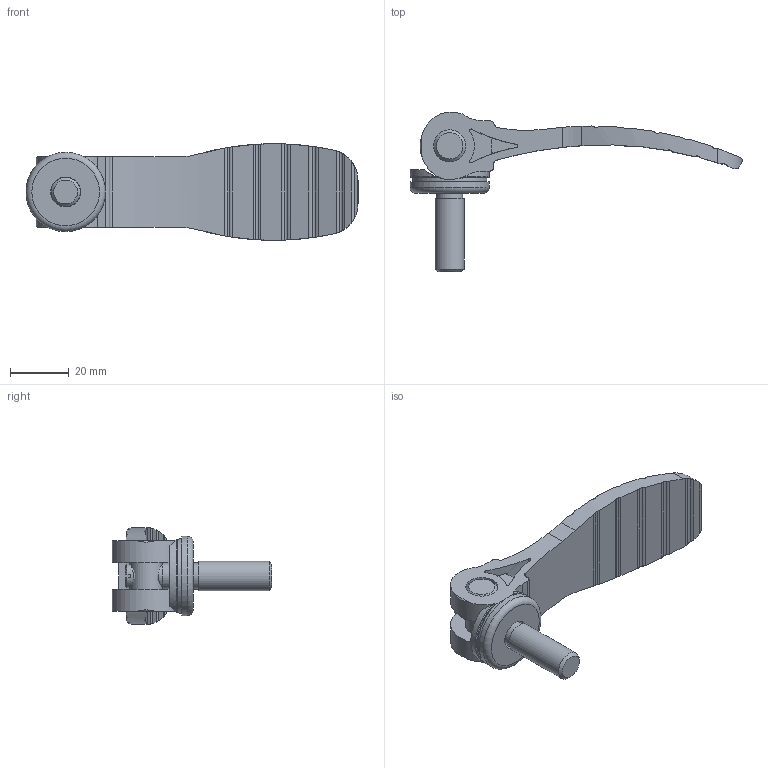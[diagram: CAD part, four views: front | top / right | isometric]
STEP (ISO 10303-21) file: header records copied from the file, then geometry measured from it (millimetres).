
FILE_DESCRIPTION( ( 'STEP AP214' ), '1' );
FILE_NAME( 'K0648.2521110X25_.stp', '2020-12-09T10:37:26', ( '' ), ( '' ), ' ', 'PARTsolutions', ' ' );
FILE_SCHEMA( ( 'AUTOMOTIVE_DESIGN { 1 0 10303 214 1 1 1 1 }' ) );
Length unit declared in the file: millimetre
Products named in the file (6): K0648.2521110X25_; _K0646_exzentergriff_2; _achsbolzen_M 102; _2M 102512.51; _scheibe_2; _druckscheibe_2
Assembly tree (5 placements, depth 2):
  K0648.2521110X25_
    _K0646_exzentergriff_2
    _achsbolzen_M 102
    _2M 102512.51
    _scheibe_2
    _druckscheibe_2
Bounding box: 113.47 x 54.5 x 33 mm (x, y, z)
Volume: 28996 mm3; surface area: 15457.4 mm2
Topology: 5 solids, 5 shells, 152 faces, 409 edges, 272 vertices
Faces by surface type: cylinder 103, plane 31, cone 11, torus 7
Full cylindrical faces by diameter (mm): 7.188 x1, 8 x1, 8.9 x1, 10 x1, 10.2 x1, 10.3 x1, 11 x3, 25.25 x1, 25.4 x1, 27.1 x1
Entity records: 6633 total; most frequent: CARTESIAN_POINT 1720, ORIENTED_EDGE 770, DIRECTION 703, EDGE_CURVE 385, AXIS2_PLACEMENT_3D 291, VERTEX_POINT 266, EDGE_LOOP 185, FACE_OUTER_BOUND 167
